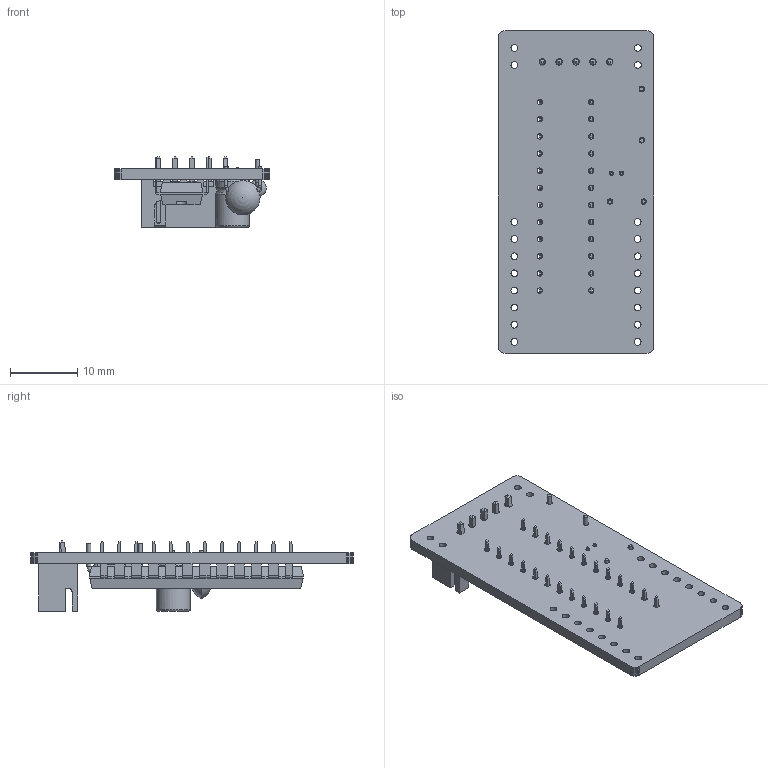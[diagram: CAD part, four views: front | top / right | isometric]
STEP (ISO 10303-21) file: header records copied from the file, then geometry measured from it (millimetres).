
FILE_DESCRIPTION(('KiCad electronic assembly'),'2;1');
FILE_NAME('SBK_BarDrive 64 V1.step','2025-06-16T07:51:58',('Pcbnew'),( 'Kicad'),'Open CASCADE STEP processor 7.7','KiCad to STEP converter' ,'Unknown');
FILE_SCHEMA(('AUTOMOTIVE_DESIGN { 1 0 10303 214 1 1 1 1 }'));
Length unit declared in the file: millimetre
Products named in the file (12): SBK_BarDrive 64 V1 1; DIP-24_W7.62mm; SOLID; R_Axial_DIN0207_L6.3mm_D2.5mm_P7.62mm_Horizontal; C_Disc_D5.1mm_W3.2mm_P5.00mm; JST_XH_B5B-XH-A_1x05_P2.50mm_Vertical; C_Radial_D4.0mm_H7.0mm_P1.50mm; SBK_BarDrive 64 V1 PCB
Assembly tree (11 placements, depth 3):
  SBK_BarDrive 64 V1 1
    DIP-24_W7.62mm
      SOLID
    R_Axial_DIN0207_L6.3mm_D2.5mm_P7.62mm_Horizontal
      SOLID
    C_Disc_D5.1mm_W3.2mm_P5.00mm
      SOLID
    JST_XH_B5B-XH-A_1x05_P2.50mm_Vertical
      SOLID
    C_Radial_D4.0mm_H7.0mm_P1.50mm
      SOLID
    SBK_BarDrive 64 V1 PCB
Bounding box: 23 x 47.79 x 10.4 mm (x, y, z)
Volume: 2846.3 mm3; surface area: 4583.8 mm2
Topology: 6 solids, 7 shells, 735 faces, 1962 edges, 1257 vertices
Faces by surface type: plane 562, cylinder 124, bspline 38, torus 5, revolution 4, sphere 2
Full cylindrical faces by diameter (mm): 0.3 x2, 0.5 x4, 0.6 x4, 0.8 x28, 0.95 x5, 1 x20, 2.25 x1, 2.5 x2, 3.5 x3, 5 x2
Entity records: 56123 total; most frequent: CARTESIAN_POINT 12070, DIRECTION 7246, LINE 5198, VECTOR 5198, ORIENTED_EDGE 3920, PCURVE 3920, DEFINITIONAL_REPRESENTATION 3920, EDGE_CURVE 1960
